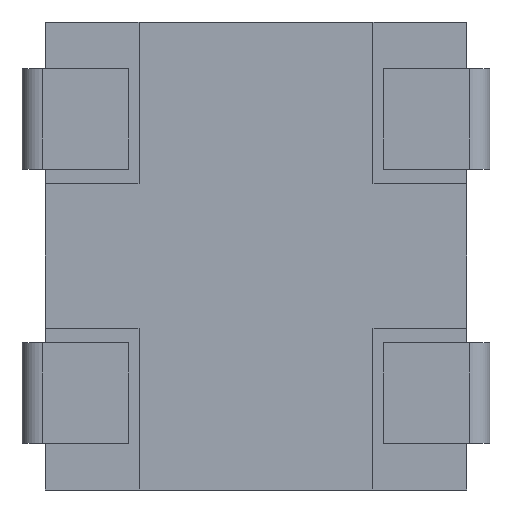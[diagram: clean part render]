
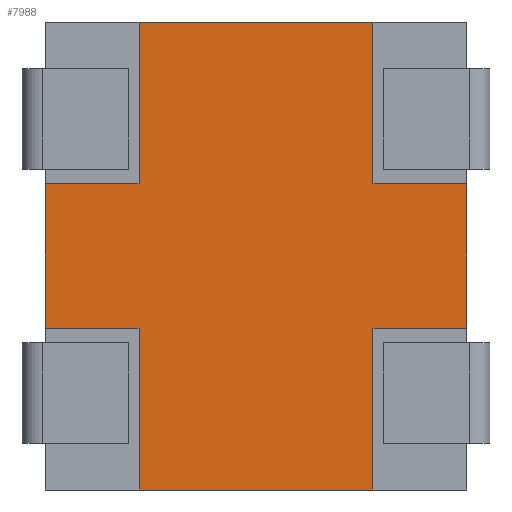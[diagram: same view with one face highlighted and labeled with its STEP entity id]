
A CAD part, front view. The second image highlights one B-rep face of the part: STEP entity #7988.
In plain terms, the highlighted planar face has unit normal (0, -1, 0).
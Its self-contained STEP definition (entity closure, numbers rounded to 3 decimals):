
#6501 = DIRECTION ( 'NONE',  ( 0., 0., -1. ) ) ;
#6502 = CARTESIAN_POINT ( 'NONE',  ( -0.875, -0.531, 1.75 ) ) ;
#6503 = LINE ( 'NONE', #6502, #6558 ) ;
#6504 = CARTESIAN_POINT ( 'NONE',  ( -0.875, -0.531, 0.539 ) ) ;
#6534 = CARTESIAN_POINT ( 'NONE',  ( -0.875, -0.531, 1.75 ) ) ;
#6535 = LINE ( 'NONE', #6534, #6587 ) ;
#6557 = CARTESIAN_POINT ( 'NONE',  ( -0.875, -0.531, 1.75 ) ) ;
#6558 = VECTOR ( 'NONE', #6501, 1000. ) ;
#6584 = CARTESIAN_POINT ( 'NONE',  ( -0.875, -0.531, -1.75 ) ) ;
#6585 = CARTESIAN_POINT ( 'NONE',  ( -0.875, -0.531, -0.539 ) ) ;
#6586 = DIRECTION ( 'NONE',  ( 0., 0., -1. ) ) ;
#6587 = VECTOR ( 'NONE', #6586, 1000. ) ;
#7406 = EDGE_CURVE ( 'NONE', #11436, #7792, #11637, .T. ) ;
#7719 = VERTEX_POINT ( 'NONE', #12357 ) ;
#7721 = EDGE_CURVE ( 'NONE', #7719, #7722, #12356, .T. ) ;
#7722 = VERTEX_POINT ( 'NONE', #12352 ) ;
#7788 = VERTEX_POINT ( 'NONE', #12544 ) ;
#7792 = VERTEX_POINT ( 'NONE', #12539 ) ;
#7794 = EDGE_CURVE ( 'NONE', #7792, #7788, #12537, .T. ) ;
#7916 = VERTEX_POINT ( 'NONE', #12962 ) ;
#7918 = EDGE_CURVE ( 'NONE', #7916, #7919, #12961, .T. ) ;
#7919 = VERTEX_POINT ( 'NONE', #12957 ) ;
#7953 = VERTEX_POINT ( 'NONE', #12969 ) ;
#7955 = EDGE_CURVE ( 'NONE', #7953, #7956, #12968, .T. ) ;
#7956 = VERTEX_POINT ( 'NONE', #13025 ) ;
#7988 = ADVANCED_FACE ( 'NONE', ( #13078 ), #13062, .F. ) ;
#7989 = EDGE_LOOP ( 'NONE', ( #7990, #8051, #8052, #8054, #8055, #8057, #8058, #8059, #8060, #8038, #8039, #8041 ) ) ;
#7990 = ORIENTED_EDGE ( 'NONE', *, *, #8065, .T. ) ;
#8038 = ORIENTED_EDGE ( 'NONE', *, *, #7918, .F. ) ;
#8039 = ORIENTED_EDGE ( 'NONE', *, *, #8040, .F. ) ;
#8040 = EDGE_CURVE ( 'NONE', #11443, #7916, #13178, .T. ) ;
#8041 = ORIENTED_EDGE ( 'NONE', *, *, #11442, .T. ) ;
#8051 = ORIENTED_EDGE ( 'NONE', *, *, #7721, .F. ) ;
#8052 = ORIENTED_EDGE ( 'NONE', *, *, #8053, .F. ) ;
#8053 = EDGE_CURVE ( 'NONE', #7956, #7719, #13241, .T. ) ;
#8054 = ORIENTED_EDGE ( 'NONE', *, *, #7955, .F. ) ;
#8055 = ORIENTED_EDGE ( 'NONE', *, *, #8056, .F. ) ;
#8056 = EDGE_CURVE ( 'NONE', #7788, #7953, #13233, .T. ) ;
#8057 = ORIENTED_EDGE ( 'NONE', *, *, #7794, .F. ) ;
#8058 = ORIENTED_EDGE ( 'NONE', *, *, #7406, .F. ) ;
#8059 = ORIENTED_EDGE ( 'NONE', *, *, #11435, .T. ) ;
#8060 = ORIENTED_EDGE ( 'NONE', *, *, #8061, .F. ) ;
#8061 = EDGE_CURVE ( 'NONE', #7919, #11433, #13284, .T. ) ;
#8065 = EDGE_CURVE ( 'NONE', #11444, #7722, #13280, .T. ) ;
#11433 = VERTEX_POINT ( 'NONE', #6504 ) ;
#11435 = EDGE_CURVE ( 'NONE', #11436, #11433, #6503, .T. ) ;
#11436 = VERTEX_POINT ( 'NONE', #6557 ) ;
#11442 = EDGE_CURVE ( 'NONE', #11443, #11444, #6535, .T. ) ;
#11443 = VERTEX_POINT ( 'NONE', #6585 ) ;
#11444 = VERTEX_POINT ( 'NONE', #6584 ) ;
#11634 = DIRECTION ( 'NONE',  ( 1., 0., 0. ) ) ;
#11635 = VECTOR ( 'NONE', #11634, 1000. ) ;
#11636 = CARTESIAN_POINT ( 'NONE',  ( 0., -0.531, 1.75 ) ) ;
#11637 = LINE ( 'NONE', #11636, #11635 ) ;
#12352 = CARTESIAN_POINT ( 'NONE',  ( 0.875, -0.531, -1.75 ) ) ;
#12353 = DIRECTION ( 'NONE',  ( 0., 0., -1. ) ) ;
#12354 = VECTOR ( 'NONE', #12353, 1000. ) ;
#12355 = CARTESIAN_POINT ( 'NONE',  ( 0.875, -0.531, 1.75 ) ) ;
#12356 = LINE ( 'NONE', #12355, #12354 ) ;
#12357 = CARTESIAN_POINT ( 'NONE',  ( 0.875, -0.531, -0.539 ) ) ;
#12534 = DIRECTION ( 'NONE',  ( 0., 0., -1. ) ) ;
#12535 = VECTOR ( 'NONE', #12534, 1000. ) ;
#12536 = CARTESIAN_POINT ( 'NONE',  ( 0.875, -0.531, 1.75 ) ) ;
#12537 = LINE ( 'NONE', #12536, #12535 ) ;
#12539 = CARTESIAN_POINT ( 'NONE',  ( 0.875, -0.531, 1.75 ) ) ;
#12544 = CARTESIAN_POINT ( 'NONE',  ( 0.875, -0.531, 0.539 ) ) ;
#12814 = DIRECTION ( 'NONE',  ( 0., 0., 1. ) ) ;
#12957 = CARTESIAN_POINT ( 'NONE',  ( -1.575, -0.531, 0.539 ) ) ;
#12958 = DIRECTION ( 'NONE',  ( 0., 0., 1. ) ) ;
#12959 = VECTOR ( 'NONE', #12958, 1000. ) ;
#12960 = CARTESIAN_POINT ( 'NONE',  ( -1.575, -0.531, 0.539 ) ) ;
#12961 = LINE ( 'NONE', #12960, #12959 ) ;
#12962 = CARTESIAN_POINT ( 'NONE',  ( -1.575, -0.531, -0.539 ) ) ;
#12968 = LINE ( 'NONE', #13028, #13027 ) ;
#12969 = CARTESIAN_POINT ( 'NONE',  ( 1.575, -0.531, 0.539 ) ) ;
#13025 = CARTESIAN_POINT ( 'NONE',  ( 1.575, -0.531, -0.539 ) ) ;
#13026 = DIRECTION ( 'NONE',  ( 0., 0., -1. ) ) ;
#13027 = VECTOR ( 'NONE', #13026, 1000. ) ;
#13028 = CARTESIAN_POINT ( 'NONE',  ( 1.575, -0.531, 0.539 ) ) ;
#13059 = DIRECTION ( 'NONE',  ( 0., 1., 0. ) ) ;
#13060 = CARTESIAN_POINT ( 'NONE',  ( 0., -0.531, 1.75 ) ) ;
#13061 = AXIS2_PLACEMENT_3D ( 'NONE', #13060, #13059, #12814 ) ;
#13062 = PLANE ( 'NONE',  #13061 ) ;
#13078 = FACE_OUTER_BOUND ( 'NONE', #7989, .T. ) ;
#13171 = VECTOR ( 'NONE', #13229, 1000. ) ;
#13172 = CARTESIAN_POINT ( 'NONE',  ( -1.575, -0.531, -0.539 ) ) ;
#13178 = LINE ( 'NONE', #13172, #13171 ) ;
#13229 = DIRECTION ( 'NONE',  ( -1., 0., 0. ) ) ;
#13230 = DIRECTION ( 'NONE',  ( 1., 0., 0. ) ) ;
#13231 = VECTOR ( 'NONE', #13230, 1000. ) ;
#13232 = CARTESIAN_POINT ( 'NONE',  ( 1.575, -0.531, 0.539 ) ) ;
#13233 = LINE ( 'NONE', #13232, #13231 ) ;
#13234 = DIRECTION ( 'NONE',  ( -1., 0., 0. ) ) ;
#13235 = VECTOR ( 'NONE', #13234, 1000. ) ;
#13236 = CARTESIAN_POINT ( 'NONE',  ( 1.575, -0.531, -0.539 ) ) ;
#13241 = LINE ( 'NONE', #13236, #13235 ) ;
#13277 = DIRECTION ( 'NONE',  ( 1., 0., 0. ) ) ;
#13278 = VECTOR ( 'NONE', #13277, 1000. ) ;
#13279 = CARTESIAN_POINT ( 'NONE',  ( 0., -0.531, -1.75 ) ) ;
#13280 = LINE ( 'NONE', #13279, #13278 ) ;
#13281 = DIRECTION ( 'NONE',  ( 1., 0., 0. ) ) ;
#13282 = VECTOR ( 'NONE', #13281, 1000. ) ;
#13283 = CARTESIAN_POINT ( 'NONE',  ( -1.575, -0.531, 0.539 ) ) ;
#13284 = LINE ( 'NONE', #13283, #13282 ) ;
